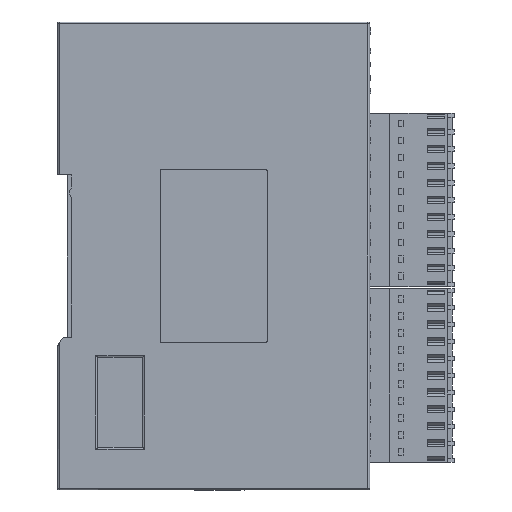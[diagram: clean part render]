
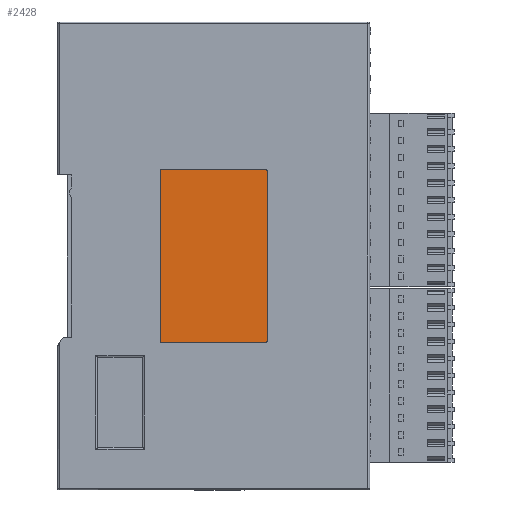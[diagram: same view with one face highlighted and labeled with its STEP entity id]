
A CAD part, left-side view. The second image highlights one B-rep face of the part: STEP entity #2428.
In plain terms, the highlighted planar face has unit normal (-1, 0, 0).
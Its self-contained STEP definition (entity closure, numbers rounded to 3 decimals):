
#250=(
BOUNDED_CURVE()
B_SPLINE_CURVE(2,(#69320,#69321,#69322),.UNSPECIFIED.,.F.,.F.)
B_SPLINE_CURVE_WITH_KNOTS((3,3),(0.,1.),.UNSPECIFIED.)
CURVE()
GEOMETRIC_REPRESENTATION_ITEM()
RATIONAL_B_SPLINE_CURVE((1.,0.707,1.))
REPRESENTATION_ITEM('')
);
#252=(
BOUNDED_CURVE()
B_SPLINE_CURVE(2,(#69334,#69335,#69336),.UNSPECIFIED.,.F.,.F.)
B_SPLINE_CURVE_WITH_KNOTS((3,3),(0.,1.),.UNSPECIFIED.)
CURVE()
GEOMETRIC_REPRESENTATION_ITEM()
RATIONAL_B_SPLINE_CURVE((1.,0.707,1.))
REPRESENTATION_ITEM('')
);
#254=(
BOUNDED_CURVE()
B_SPLINE_CURVE(2,(#69354,#69355,#69356),.UNSPECIFIED.,.F.,.F.)
B_SPLINE_CURVE_WITH_KNOTS((3,3),(0.,1.),.UNSPECIFIED.)
CURVE()
GEOMETRIC_REPRESENTATION_ITEM()
RATIONAL_B_SPLINE_CURVE((1.,0.707,1.))
REPRESENTATION_ITEM('')
);
#256=(
BOUNDED_CURVE()
B_SPLINE_CURVE(2,(#69366,#69367,#69368),.UNSPECIFIED.,.F.,.F.)
B_SPLINE_CURVE_WITH_KNOTS((3,3),(0.,1.),.UNSPECIFIED.)
CURVE()
GEOMETRIC_REPRESENTATION_ITEM()
RATIONAL_B_SPLINE_CURVE((1.,0.707,1.))
REPRESENTATION_ITEM('')
);
#2428=ADVANCED_FACE('',(#5471),#49181,.T.);
#5471=FACE_OUTER_BOUND('',#8668,.T.);
#8668=EDGE_LOOP('',(#18314,#18315,#18316,#18317,#18318,#18319,#18320,#18321));
#18314=ORIENTED_EDGE('',*,*,#29702,.F.);
#18315=ORIENTED_EDGE('',*,*,#29689,.F.);
#18316=ORIENTED_EDGE('',*,*,#29682,.F.);
#18317=ORIENTED_EDGE('',*,*,#29683,.F.);
#18318=ORIENTED_EDGE('',*,*,#29688,.F.);
#18319=ORIENTED_EDGE('',*,*,#29692,.F.);
#18320=ORIENTED_EDGE('',*,*,#29697,.F.);
#18321=ORIENTED_EDGE('',*,*,#29698,.F.);
#29682=EDGE_CURVE('',#44243,#44240,#250,.T.);
#29683=EDGE_CURVE('',#44244,#44243,#37458,.T.);
#29688=EDGE_CURVE('',#44247,#44244,#252,.T.);
#29689=EDGE_CURVE('',#44240,#44248,#37462,.T.);
#29692=EDGE_CURVE('',#44250,#44247,#37465,.T.);
#29697=EDGE_CURVE('',#44253,#44250,#254,.T.);
#29698=EDGE_CURVE('',#44254,#44253,#37469,.T.);
#29702=EDGE_CURVE('',#44248,#44254,#256,.T.);
#37458=B_SPLINE_CURVE_WITH_KNOTS('',1,(#69323,#69324),.UNSPECIFIED.,.F.,
 .F.,(2,2),(0.,23.),.UNSPECIFIED.);
#37462=B_SPLINE_CURVE_WITH_KNOTS('',1,(#69337,#69338),.UNSPECIFIED.,.F.,
 .F.,(2,2),(0.,38.),.UNSPECIFIED.);
#37465=B_SPLINE_CURVE_WITH_KNOTS('',1,(#69343,#69344),.UNSPECIFIED.,.F.,
 .F.,(2,2),(0.,38.),.UNSPECIFIED.);
#37469=B_SPLINE_CURVE_WITH_KNOTS('',1,(#69357,#69358),.UNSPECIFIED.,.F.,
 .F.,(2,2),(0.,23.),.UNSPECIFIED.);
#44240=VERTEX_POINT('',#61734);
#44243=VERTEX_POINT('',#61737);
#44244=VERTEX_POINT('',#61738);
#44247=VERTEX_POINT('',#61741);
#44248=VERTEX_POINT('',#61742);
#44250=VERTEX_POINT('',#61744);
#44253=VERTEX_POINT('',#61747);
#44254=VERTEX_POINT('',#61748);
#49181=PLANE('',#51646);
#51646=AXIS2_PLACEMENT_3D('',#59598,#54027,$);
#54027=DIRECTION('',(-1.,0.,0.));
#59598=CARTESIAN_POINT('',(-345.703,-71.468,212.686));
#61734=CARTESIAN_POINT('',(-345.703,-97.88,255.098));
#61737=CARTESIAN_POINT('',(-345.703,-97.38,255.598));
#61738=CARTESIAN_POINT('',(-345.703,-74.38,255.598));
#61741=CARTESIAN_POINT('',(-345.703,-73.88,255.098));
#61742=CARTESIAN_POINT('',(-345.703,-97.88,217.098));
#61744=CARTESIAN_POINT('',(-345.703,-73.88,217.098));
#61747=CARTESIAN_POINT('',(-345.703,-74.38,216.598));
#61748=CARTESIAN_POINT('',(-345.703,-97.38,216.598));
#69320=CARTESIAN_POINT('',(-345.703,-97.38,255.598));
#69321=CARTESIAN_POINT('',(-345.703,-97.88,255.598));
#69322=CARTESIAN_POINT('',(-345.703,-97.88,255.098));
#69323=CARTESIAN_POINT('',(-345.703,-74.38,255.598));
#69324=CARTESIAN_POINT('',(-345.703,-97.38,255.598));
#69334=CARTESIAN_POINT('',(-345.703,-73.88,255.098));
#69335=CARTESIAN_POINT('',(-345.703,-73.88,255.598));
#69336=CARTESIAN_POINT('',(-345.703,-74.38,255.598));
#69337=CARTESIAN_POINT('',(-345.703,-97.88,255.098));
#69338=CARTESIAN_POINT('',(-345.703,-97.88,217.098));
#69343=CARTESIAN_POINT('',(-345.703,-73.88,217.098));
#69344=CARTESIAN_POINT('',(-345.703,-73.88,255.098));
#69354=CARTESIAN_POINT('',(-345.703,-74.38,216.598));
#69355=CARTESIAN_POINT('',(-345.703,-73.88,216.598));
#69356=CARTESIAN_POINT('',(-345.703,-73.88,217.098));
#69357=CARTESIAN_POINT('',(-345.703,-97.38,216.598));
#69358=CARTESIAN_POINT('',(-345.703,-74.38,216.598));
#69366=CARTESIAN_POINT('',(-345.703,-97.88,217.098));
#69367=CARTESIAN_POINT('',(-345.703,-97.88,216.598));
#69368=CARTESIAN_POINT('',(-345.703,-97.38,216.598));
